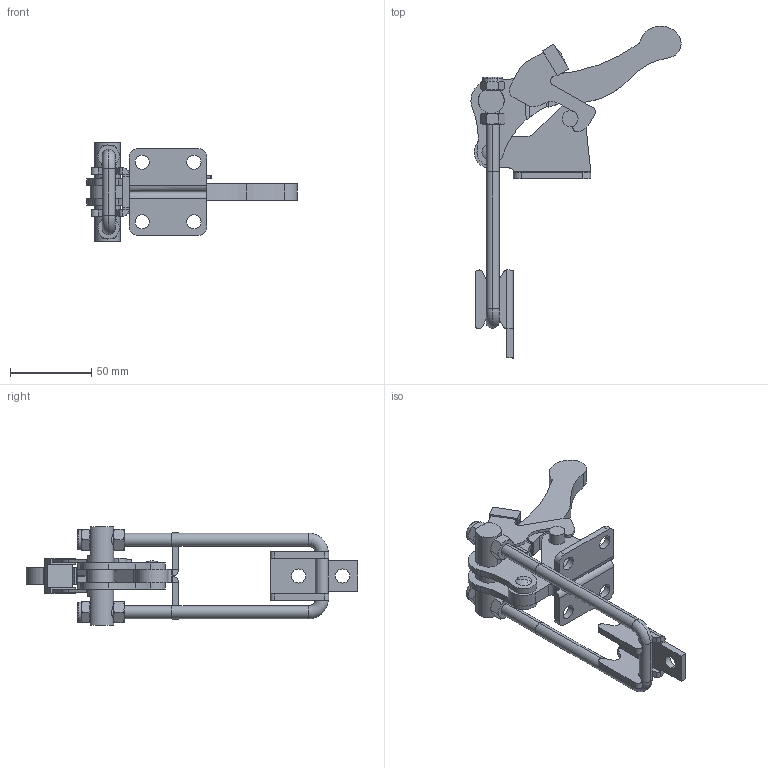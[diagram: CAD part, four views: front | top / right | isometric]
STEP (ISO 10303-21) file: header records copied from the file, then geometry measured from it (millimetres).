
FILE_DESCRIPTION (( 'STEP AP214' ), '1' );
FILE_NAME ('GH-40344-RSS.STEP', '2024-12-04T07:40:26', ( '' ), ( '' ), 'SwSTEP 2.0', 'SolidWorks 2016', '' );
FILE_SCHEMA (( 'AUTOMOTIVE_DESIGN' ));
Length unit declared in the file: millimetre
Products named in the file (9): 140344SS15-1^GH-40344-RSS; 錨璃2?^LOCK(桭糯?); Group2^GH-40344-RSS; LOCK(桭糯?); 440344SS44-1^GH-40344-RSS; Group1^GH-40344-RSS; GH-40344-RSS; 140344R03(?); Group3^GH-40344-RSS
Assembly tree (8 placements, depth 3):
  GH-40344-RSS
    Group1^GH-40344-RSS
    Group2^GH-40344-RSS
    Group3^GH-40344-RSS
    140344SS15-1^GH-40344-RSS
    440344SS44-1^GH-40344-RSS
    LOCK(桭糯?)
      140344R03(?)
      錨璃2?^LOCK(桭糯?)
Bounding box: 129.06 x 203.86 x 60.3 mm (x, y, z)
Volume: 95221.2 mm3; surface area: 51444.2 mm2
Topology: 10 solids, 10 shells, 687 faces, 1743 edges, 1106 vertices
Faces by surface type: plane 317, cylinder 174, bspline 138, cone 46, torus 10, sphere 2
Entity records: 25801 total; most frequent: CARTESIAN_POINT 8646, ORIENTED_EDGE 3484, DIRECTION 2910, EDGE_CURVE 1742, VERTEX_POINT 1106, AXIS2_PLACEMENT_3D 972, VECTOR 966, LINE 966
